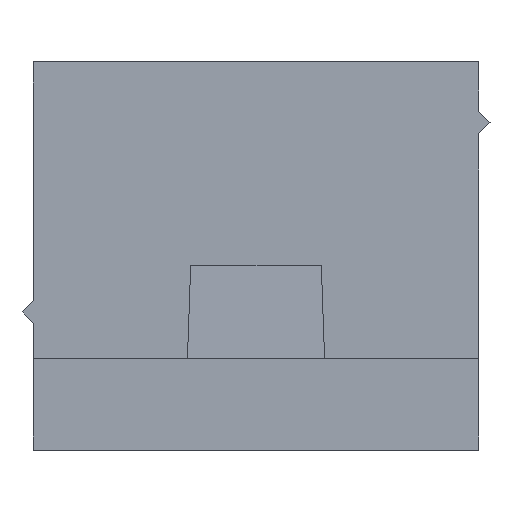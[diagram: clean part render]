
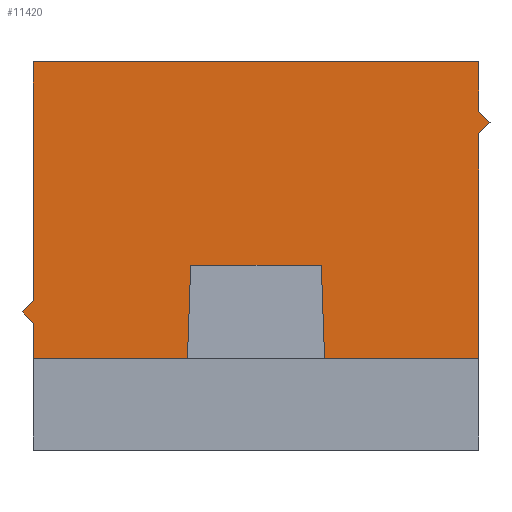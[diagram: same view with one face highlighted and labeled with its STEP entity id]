
A CAD part, left-side view. The second image highlights one B-rep face of the part: STEP entity #11420.
In plain terms, the highlighted face is planar.
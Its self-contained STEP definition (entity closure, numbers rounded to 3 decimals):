
#2220=CARTESIAN_POINT('',(-56.15,19.,
15.));
#2230=VERTEX_POINT('',#2220);
#2260=CARTESIAN_POINT('',(1.078,19.,
15.));
#2270=DIRECTION('',(1.,0.,0.));
#2280=VECTOR('',#2270,1.);
#2290=LINE('',#2260,#2280);
#2300=CARTESIAN_POINT('',(-36.65,19.,
15.));
#2310=VERTEX_POINT('',#2300);
#2320=EDGE_CURVE('',#2230,#2310,#2290,.T.);
#3350=CARTESIAN_POINT('',(-47.76,19.,
6.1));
#3360=VERTEX_POINT('',#3350);
#3410=CARTESIAN_POINT('',(-47.973,19.,
0.));
#3420=DIRECTION('',(0.035,0.,
0.999));
#3430=VECTOR('',#3420,1.);
#3440=LINE('',#3410,#3430);
#3450=CARTESIAN_POINT('',(-47.903,19.,
2.));
#3460=VERTEX_POINT('',#3450);
#3470=EDGE_CURVE('',#3460,#3360,#3440,.T.);
#5320=CARTESIAN_POINT('',(-36.65,19.,
0.));
#5330=DIRECTION('',(0.,0.,1.));
#5340=VECTOR('',#5330,1.);
#5350=LINE('',#5320,#5340);
#5360=CARTESIAN_POINT('',(-36.65,19.,
2.));
#5370=VERTEX_POINT('',#5360);
#5380=CARTESIAN_POINT('',(-36.65,19.,
3.55));
#5390=VERTEX_POINT('',#5380);
#5400=EDGE_CURVE('',#5370,#5390,#5350,.T.);
#6180=CARTESIAN_POINT('',(1.078,19.,
2.));
#6190=DIRECTION('',(1.,0.,0.));
#6200=VECTOR('',#6190,1.);
#6210=LINE('',#6180,#6200);
#6220=CARTESIAN_POINT('',(-44.897,19.,
2.));
#6230=VERTEX_POINT('',#6220);
#6240=EDGE_CURVE('',#6230,#5370,#6210,.T.);
#6730=CARTESIAN_POINT('',(-56.15,19.,
2.));
#6740=VERTEX_POINT('',#6730);
#6750=EDGE_CURVE('',#6740,#3460,#6210,.T.);
#8900=CARTESIAN_POINT('',(-36.65,19.,
0.));
#8910=DIRECTION('',(0.,0.,1.));
#8920=VECTOR('',#8910,1.);
#8930=LINE('',#8900,#8920);
#8940=CARTESIAN_POINT('',(-36.65,19.,
4.55));
#8950=VERTEX_POINT('',#8940);
#8960=EDGE_CURVE('',#8950,#2310,#8930,.T.);
#9210=CARTESIAN_POINT('',(0.578,19.,
-32.678));
#9220=DIRECTION('',(0.707,0.,
-0.707));
#9230=VECTOR('',#9220,1.);
#9240=LINE('',#9210,#9230);
#9250=CARTESIAN_POINT('',(-36.15,19.,
4.05));
#9260=VERTEX_POINT('',#9250);
#9270=EDGE_CURVE('',#8950,#9260,#9240,.T.);
#9540=CARTESIAN_POINT('',(0.578,19.,
40.778));
#9550=DIRECTION('',(-0.707,0.,
-0.707));
#9560=VECTOR('',#9550,1.);
#9570=LINE('',#9540,#9560);
#9580=EDGE_CURVE('',#9260,#5390,#9570,.T.);
#9760=CARTESIAN_POINT('',(-56.15,19.,
0.));
#9770=DIRECTION('',(0.,0.,-1.));
#9780=VECTOR('',#9770,1.);
#9790=LINE('',#9760,#9780);
#9800=CARTESIAN_POINT('',(-56.15,19.,
12.85));
#9810=VERTEX_POINT('',#9800);
#9820=EDGE_CURVE('',#2230,#9810,#9790,.T.);
#10070=CARTESIAN_POINT('',(1.078,19.,
70.078));
#10080=DIRECTION('',(0.707,0.,
0.707));
#10090=VECTOR('',#10080,1.);
#10100=LINE('',#10070,#10090);
#10110=CARTESIAN_POINT('',(-56.65,19.,
12.35));
#10120=VERTEX_POINT('',#10110);
#10130=EDGE_CURVE('',#10120,#9810,#10100,.T.);
#10380=CARTESIAN_POINT('',(-44.3,19.,
0.));
#10390=DIRECTION('',(-0.707,0.,
0.707));
#10400=VECTOR('',#10390,1.);
#10410=LINE('',#10380,#10400);
#10420=CARTESIAN_POINT('',(-56.15,19.,11.85));
#10430=VERTEX_POINT('',#10420);
#10440=EDGE_CURVE('',#10430,#10120,#10410,.T.);
#10710=CARTESIAN_POINT('',(-56.15,19.,
0.));
#10720=DIRECTION('',(0.,0.,-1.));
#10730=VECTOR('',#10720,1.);
#10740=LINE('',#10710,#10730);
#10750=EDGE_CURVE('',#10430,#6740,#10740,.T.);
#11090=CARTESIAN_POINT('',(-46.4,19.,
5.75));
#11100=DIRECTION('',(0.,-1.,0.));
#11110=DIRECTION('',(1.,0.,0.));
#11120=AXIS2_PLACEMENT_3D('',#11090,#11100,#11110);
#11130=PLANE('',#11120);
#11140=ORIENTED_EDGE('',*,*,#6750,.F.);
#11150=ORIENTED_EDGE('',*,*,#3470,.F.);
#11160=CARTESIAN_POINT('',(1.078,19.,
6.1));
#11170=DIRECTION('',(-1.,0.,0.));
#11180=VECTOR('',#11170,1.);
#11190=LINE('',#11160,#11180);
#11200=CARTESIAN_POINT('',(-45.04,19.,
6.1));
#11210=VERTEX_POINT('',#11200);
#11220=EDGE_CURVE('',#11210,#3360,#11190,.T.);
#11230=ORIENTED_EDGE('',*,*,#11220,.T.);
#11240=CARTESIAN_POINT('',(-44.827,19.,
0.));
#11250=DIRECTION('',(0.035,0.,
-0.999));
#11260=VECTOR('',#11250,1.);
#11270=LINE('',#11240,#11260);
#11280=EDGE_CURVE('',#11210,#6230,#11270,.T.);
#11290=ORIENTED_EDGE('',*,*,#11280,.F.);
#11300=ORIENTED_EDGE('',*,*,#6240,.F.);
#11310=ORIENTED_EDGE('',*,*,#5400,.F.);
#11320=ORIENTED_EDGE('',*,*,#9580,.T.);
#11330=ORIENTED_EDGE('',*,*,#9270,.T.);
#11340=ORIENTED_EDGE('',*,*,#8960,.F.);
#11350=ORIENTED_EDGE('',*,*,#2320,.T.);
#11360=ORIENTED_EDGE('',*,*,#9820,.F.);
#11370=ORIENTED_EDGE('',*,*,#10130,.T.);
#11380=ORIENTED_EDGE('',*,*,#10440,.T.);
#11390=ORIENTED_EDGE('',*,*,#10750,.F.);
#11400=EDGE_LOOP('',(#11390,#11380,#11370,#11360,#11350,#11340,#11330,
#11320,#11310,#11300,#11290,#11230,#11150,#11140));
#11410=FACE_OUTER_BOUND('',#11400,.T.);
#11420=ADVANCED_FACE('',(#11410),#11130,.F.);
